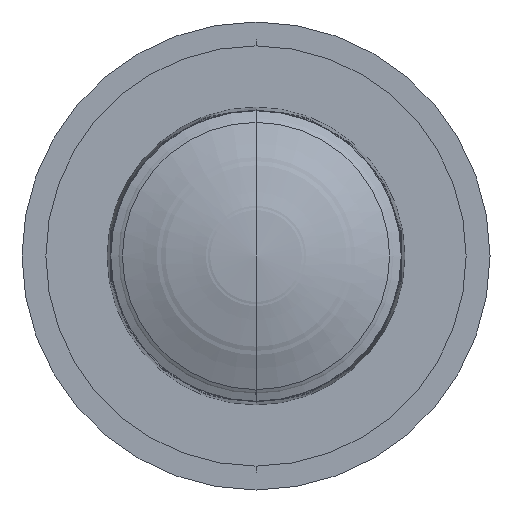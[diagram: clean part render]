
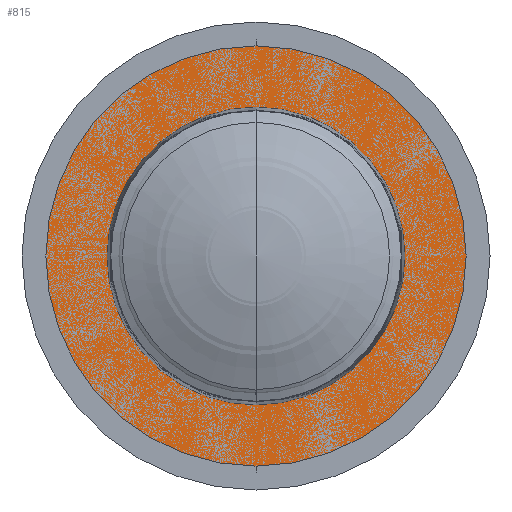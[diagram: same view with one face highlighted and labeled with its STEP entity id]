
A CAD part, left-side view. The second image highlights one B-rep face of the part: STEP entity #815.
In plain terms, the highlighted planar face has unit normal (-1, 0, 0).
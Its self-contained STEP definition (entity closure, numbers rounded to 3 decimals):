
#17=CARTESIAN_POINT('',(-1.5,0.,0.));
#18=DIRECTION('',(-1.,0.,0.));
#19=DIRECTION('',(0.,0.,1.));
#20=AXIS2_PLACEMENT_3D('',#17,#18,#19);
#22=CARTESIAN_POINT('',(-1.5,0.,0.));
#23=DIRECTION('',(-1.,0.,0.));
#24=DIRECTION('',(0.,0.,-1.));
#25=AXIS2_PLACEMENT_3D('',#22,#23,#24);
#32=CARTESIAN_POINT('',(-1.5,0.,0.));
#33=DIRECTION('',(1.,0.,0.));
#34=DIRECTION('',(0.,0.,-1.));
#35=AXIS2_PLACEMENT_3D('',#32,#33,#34);
#76=CARTESIAN_POINT('',(-1.5,0.,0.));
#77=DIRECTION('',(-1.,0.,0.));
#78=DIRECTION('',(0.,0.,-1.));
#79=AXIS2_PLACEMENT_3D('',#76,#77,#78);
#608=CARTESIAN_POINT('',(-1.5,0.,-3.5));
#609=CARTESIAN_POINT('',(-1.5,0.,3.5));
#610=VERTEX_POINT('',#608);
#611=VERTEX_POINT('',#609);
#680=CARTESIAN_POINT('',(-1.5,0.,4.939));
#681=CARTESIAN_POINT('',(-1.5,0.,-4.939));
#682=VERTEX_POINT('',#680);
#683=VERTEX_POINT('',#681);
#799=CARTESIAN_POINT('',(-1.5,0.,0.));
#800=DIRECTION('',(1.,0.,0.));
#801=DIRECTION('',(0.,0.,1.));
#802=AXIS2_PLACEMENT_3D('',#799,#800,#801);
#803=PLANE('',#802);
#804=ORIENTED_EDGE('',*,*,#789,.F.);
#806=ORIENTED_EDGE('',*,*,#805,.F.);
#807=EDGE_LOOP('',(#804,#806));
#808=FACE_OUTER_BOUND('',#807,.F.);
#810=ORIENTED_EDGE('',*,*,#809,.F.);
#812=ORIENTED_EDGE('',*,*,#811,.T.);
#813=EDGE_LOOP('',(#810,#812));
#814=FACE_BOUND('',#813,.F.);
#815=ADVANCED_FACE('',(#808,#814),#803,.F.);
#21=CIRCLE('',#20,4.939);
#26=CIRCLE('',#25,4.939);
#36=CIRCLE('',#35,3.5);
#80=CIRCLE('',#79,3.5);
#789=EDGE_CURVE('',#682,#683,#21,.T.);
#805=EDGE_CURVE('',#683,#682,#26,.T.);
#809=EDGE_CURVE('',#610,#611,#36,.T.);
#811=EDGE_CURVE('',#610,#611,#80,.T.);
